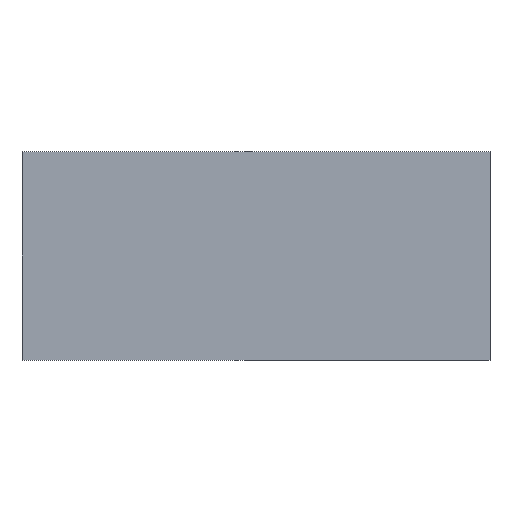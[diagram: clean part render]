
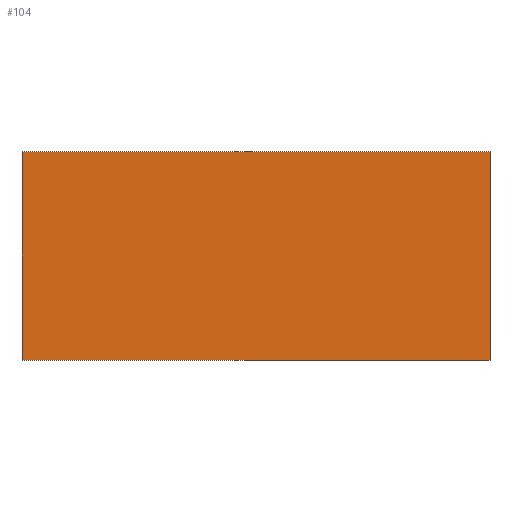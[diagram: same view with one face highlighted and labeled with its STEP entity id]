
A CAD part, front view. The second image highlights one B-rep face of the part: STEP entity #104.
In plain terms, the highlighted planar face has unit normal (0, -1, 0).
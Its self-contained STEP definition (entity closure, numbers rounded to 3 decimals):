
#104=ADVANCED_FACE('NONE',(#205),#206,.T.);
#205=FACE_OUTER_BOUND('',#300,.T.);
#206=PLANE('',#301);
#300=EDGE_LOOP('',(#538,#539,#540,#541));
#301=AXIS2_PLACEMENT_3D('',#542,#543,#544);
#538=ORIENTED_EDGE('',*,*,#688,.T.);
#539=ORIENTED_EDGE('',*,*,#689,.F.);
#540=ORIENTED_EDGE('',*,*,#685,.T.);
#541=ORIENTED_EDGE('',*,*,#638,.T.);
#542=CARTESIAN_POINT('',(18.0,-18.0,0.));
#543=DIRECTION('',(0.0,-1.0,0.));
#544=DIRECTION('',(0.0,0.,-1.0));
#638=EDGE_CURVE('NONE',#775,#773,#776,.T.);
#685=EDGE_CURVE('NONE',#843,#775,#844,.T.);
#688=EDGE_CURVE('NONE',#773,#847,#848,.T.);
#689=EDGE_CURVE('NONE',#843,#847,#849,.T.);
#773=VERTEX_POINT('NONE',#971);
#775=VERTEX_POINT('NONE',#974);
#776=LINE('',#975,#976);
#843=VERTEX_POINT('NONE',#1076);
#844=LINE('',#1077,#1078);
#847=VERTEX_POINT('NONE',#1082);
#848=LINE('',#1083,#1084);
#849=LINE('',#1085,#1086);
#971=CARTESIAN_POINT('',(16.0,-18.0,0.));
#974=CARTESIAN_POINT('',(75.5,-18.0,0.));
#975=CARTESIAN_POINT('',(18.0,-18.0,0.));
#976=VECTOR('',#1136,1000.0);
#1076=CARTESIAN_POINT('',(75.5,-18.0,-26.5));
#1077=CARTESIAN_POINT('',(75.5,-18.0,0.));
#1078=VECTOR('',#1170,1000.0);
#1082=CARTESIAN_POINT('',(16.0,-18.0,-26.5));
#1083=CARTESIAN_POINT('',(16.0,-18.0,-15.157));
#1084=VECTOR('',#1172,1000.0);
#1085=CARTESIAN_POINT('',(18.0,-18.0,-26.5));
#1086=VECTOR('',#1173,1000.0);
#1136=DIRECTION('',(-1.0,0.0,0.0));
#1170=DIRECTION('',(0.0,0.,1.0));
#1172=DIRECTION('',(0.0,0.0,-1.0));
#1173=DIRECTION('',(-1.0,0.0,0.0));
